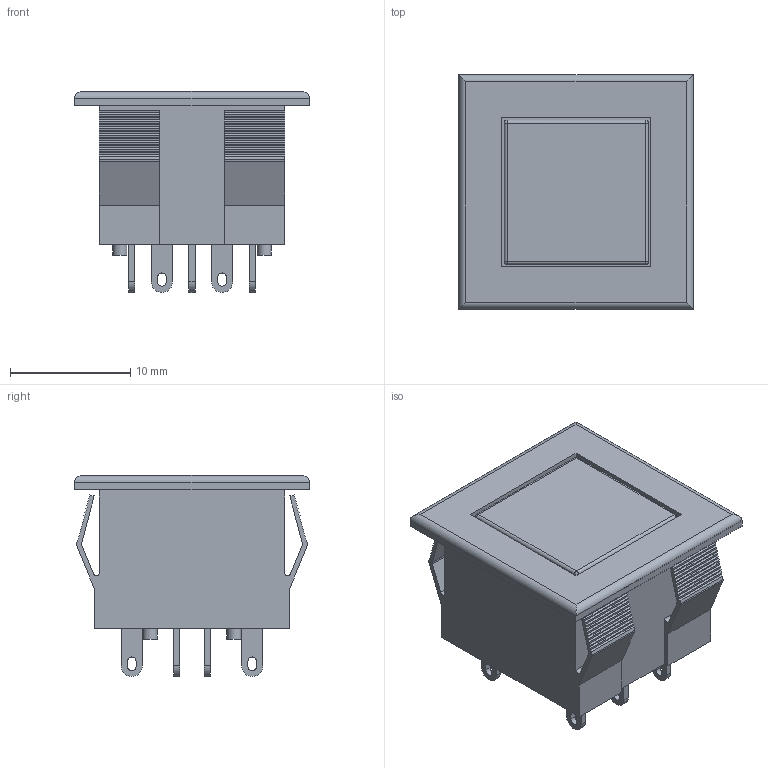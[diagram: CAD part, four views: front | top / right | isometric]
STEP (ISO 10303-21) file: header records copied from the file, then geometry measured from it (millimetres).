
FILE_DESCRIPTION((' '),'2;1');
FILE_NAME('ULP22xxM1xPMCL1RGB.stp','2017-07-31T15:24:59',(' '),(' '),' ','ACIS',' ');
FILE_SCHEMA(('CONFIG_CONTROL_DESIGN'));
Length unit declared in the file: inch
Products named in the file (1): ULP22xxM1xPMCL1RGB.stp
Bounding box: 19.5 x 19.5 x 16.7 mm (x, y, z)
Volume: 1473.6 mm3; surface area: 3924.1 mm2
Topology: 1 solids, 2 shells, 481 faces, 1321 edges, 841 vertices
Faces by surface type: plane 415, cylinder 62, sphere 4
Full cylindrical faces by diameter (mm): 1.2 x4
Entity records: 15075 total; most frequent: CARTESIAN_POINT 2635, ORIENTED_EDGE 2628, DIRECTION 2394, EDGE_CURVE 1314, VECTOR 1198, LINE 1198, VERTEX_POINT 839, AXIS2_PLACEMENT_3D 598
